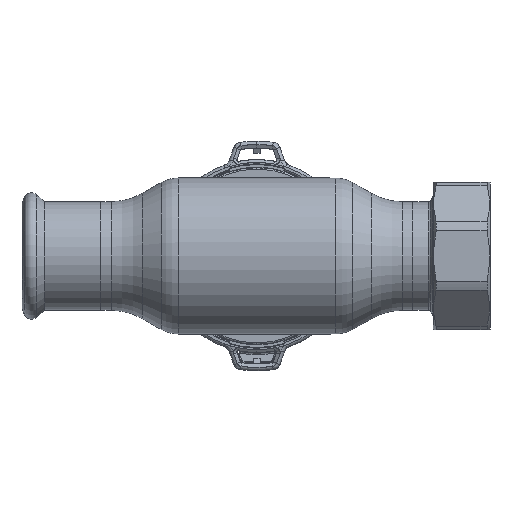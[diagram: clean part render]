
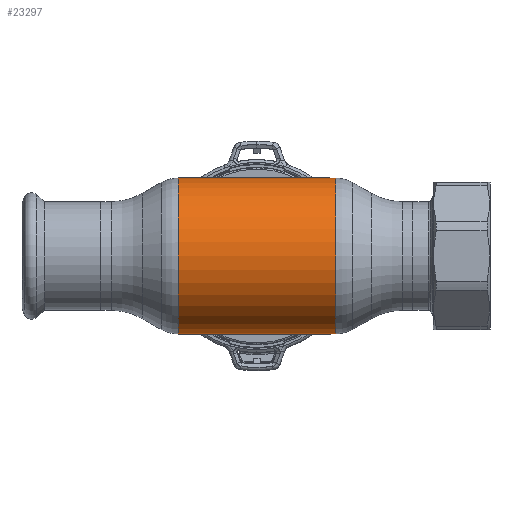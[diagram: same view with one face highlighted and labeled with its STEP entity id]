
A CAD part, front view. The second image highlights one B-rep face of the part: STEP entity #23297.
In plain terms, the highlighted cylindrical face has radius 27.5 mm (diameter 55 mm), a partial arc.
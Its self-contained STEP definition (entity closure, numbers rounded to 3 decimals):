
#203 = CIRCLE ( 'NONE', #9815, 27.5 ) ;
#1655 = EDGE_CURVE ( 'NONE', #32490, #18894, #29820, .T. ) ;
#2039 = CARTESIAN_POINT ( 'NONE',  ( -62.69, 0., 0. ) ) ;
#2479 = CARTESIAN_POINT ( 'NONE',  ( -62.69, 0., -27.5 ) ) ;
#4445 = CYLINDRICAL_SURFACE ( 'NONE', #29796, 27.5 ) ;
#4909 = DIRECTION ( 'NONE',  ( -1., 0., 0. ) ) ;
#4929 = EDGE_CURVE ( 'NONE', #18894, #22940, #34783, .T. ) ;
#5262 = AXIS2_PLACEMENT_3D ( 'NONE', #16139, #18728, #27787 ) ;
#5526 = EDGE_CURVE ( 'NONE', #26466, #22940, #16988, .T. ) ;
#6092 = ORIENTED_EDGE ( 'NONE', *, *, #4929, .F. ) ;
#7675 = FACE_OUTER_BOUND ( 'NONE', #35894, .T. ) ;
#7796 = CARTESIAN_POINT ( 'NONE',  ( 27.785, 0., -27.5 ) ) ;
#9653 = ORIENTED_EDGE ( 'NONE', *, *, #22491, .T. ) ;
#9815 = AXIS2_PLACEMENT_3D ( 'NONE', #24293, #33580, #38273 ) ;
#14003 = DIRECTION ( 'NONE',  ( -1., 0., 0. ) ) ;
#14316 = DIRECTION ( 'NONE',  ( -1., 0., 0. ) ) ;
#16139 = CARTESIAN_POINT ( 'NONE',  ( -27.785, 0., 0. ) ) ;
#16708 = DIRECTION ( 'NONE',  ( 0., 0., 1. ) ) ;
#16988 = LINE ( 'NONE', #38906, #33358 ) ;
#18728 = DIRECTION ( 'NONE',  ( -1., 0., 0. ) ) ;
#18894 = VERTEX_POINT ( 'NONE', #28623 ) ;
#22491 = EDGE_CURVE ( 'NONE', #32490, #26466, #203, .T. ) ;
#22940 = VERTEX_POINT ( 'NONE', #34322 ) ;
#23297 = ADVANCED_FACE ( 'NONE', ( #7675 ), #4445, .T. ) ;
#24293 = CARTESIAN_POINT ( 'NONE',  ( 27.785, 0., 0. ) ) ;
#24865 = ORIENTED_EDGE ( 'NONE', *, *, #1655, .F. ) ;
#26466 = VERTEX_POINT ( 'NONE', #38469 ) ;
#27787 = DIRECTION ( 'NONE',  ( 0., 0., 1. ) ) ;
#28623 = CARTESIAN_POINT ( 'NONE',  ( -27.785, 0., -27.5 ) ) ;
#29796 = AXIS2_PLACEMENT_3D ( 'NONE', #2039, #14316, #16708 ) ;
#29820 = LINE ( 'NONE', #2479, #37585 ) ;
#32349 = ORIENTED_EDGE ( 'NONE', *, *, #5526, .T. ) ;
#32490 = VERTEX_POINT ( 'NONE', #7796 ) ;
#33358 = VECTOR ( 'NONE', #14003, 1000. ) ;
#33580 = DIRECTION ( 'NONE',  ( -1., 0., 0. ) ) ;
#34322 = CARTESIAN_POINT ( 'NONE',  ( -27.785, 0., 27.5 ) ) ;
#34783 = CIRCLE ( 'NONE', #5262, 27.5 ) ;
#35894 = EDGE_LOOP ( 'NONE', ( #24865, #9653, #32349, #6092 ) ) ;
#37585 = VECTOR ( 'NONE', #4909, 1000. ) ;
#38273 = DIRECTION ( 'NONE',  ( 0., 0., 1. ) ) ;
#38469 = CARTESIAN_POINT ( 'NONE',  ( 27.785, 0., 27.5 ) ) ;
#38906 = CARTESIAN_POINT ( 'NONE',  ( -62.69, 0., 27.5 ) ) ;
